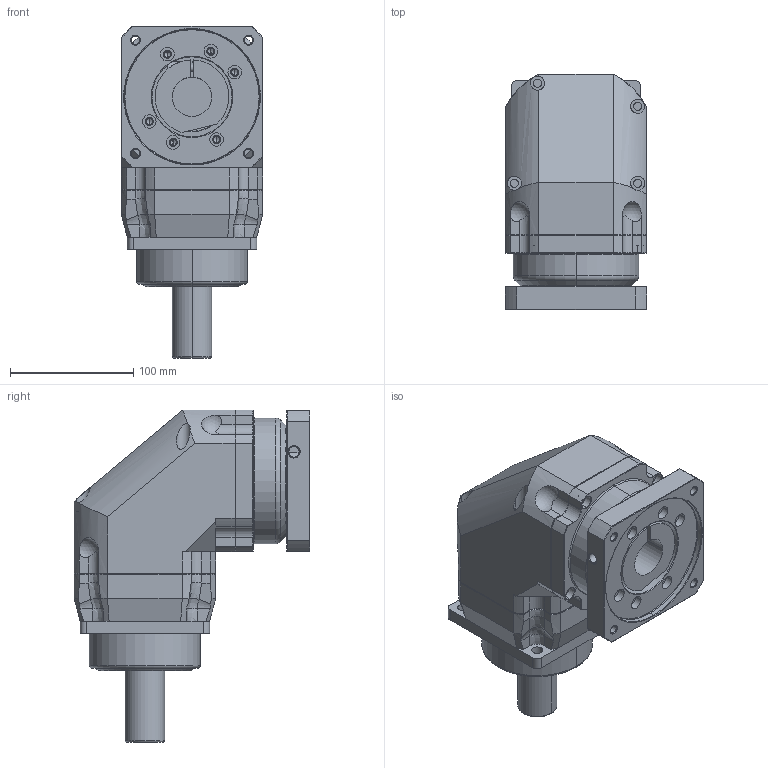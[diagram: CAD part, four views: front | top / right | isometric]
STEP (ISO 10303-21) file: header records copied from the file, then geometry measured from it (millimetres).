
FILE_DESCRIPTION((''),'2;1');
FILE_NAME('AFR1001-P0403401001_ASM','2016-07-05T',('d00435'),(''),'PRO/ENGINEER BY PARAMETRIC TECHNOLOGY CORPORATION, 2008410','PRO/ENGINEER BY PARAMETRIC TECHNOLOGY CORPORATION, 2008410','');
FILE_SCHEMA(('CONFIG_CONTROL_DESIGN'));
Length unit declared in the file: millimetre
Products named in the file (5): AF1001; P1001400001; P1301400001; P0403401001; AFR1001-P0403401001_ASM
Assembly tree (4 placements, depth 2):
  AFR1001-P0403401001_ASM
    AF1001
    P1001400001
    P1301400001
    P0403401001
Bounding box: 115 x 191.5 x 269.5 mm (x, y, z)
Volume: 2052957.2 mm3; surface area: 300429.7 mm2
Topology: 5 solids, 23 shells, 786 faces, 1836 edges, 1102 vertices
Faces by surface type: cylinder 278, plane 226, cone 174, torus 68, bspline 36, sphere 4
Entity records: 24828 total; most frequent: CARTESIAN_POINT 6646, DIRECTION 3995, ORIENTED_EDGE 3546, EDGE_CURVE 1812, AXIS2_PLACEMENT_3D 1621, VERTEX_POINT 1102, EDGE_LOOP 908, CIRCLE 854
